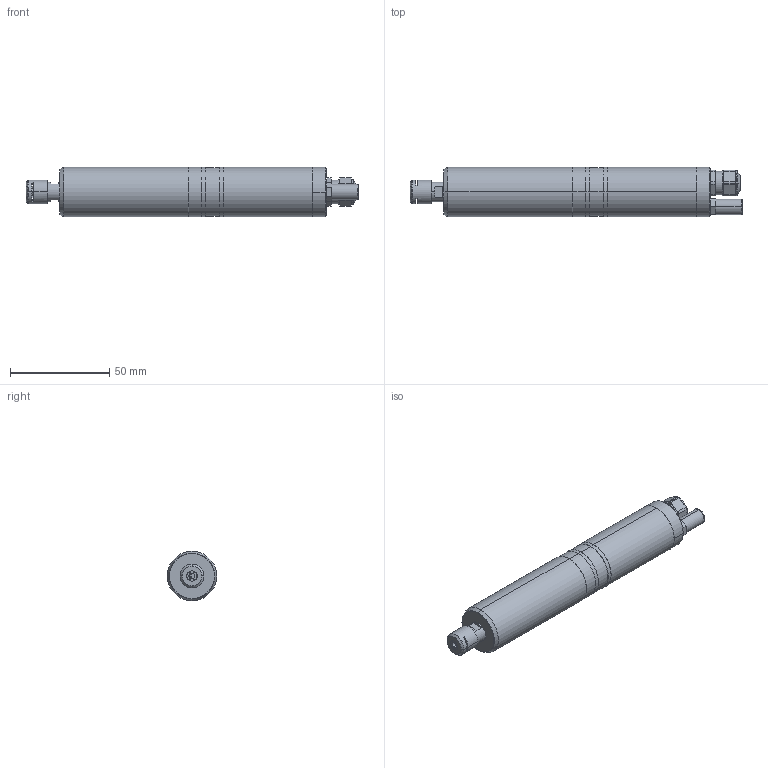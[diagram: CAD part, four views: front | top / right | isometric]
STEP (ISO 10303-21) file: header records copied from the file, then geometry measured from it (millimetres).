
FILE_DESCRIPTION (( 'STEP AP203' ), '1' );
FILE_NAME ('025S100E-01-.STEP', '2011-10-04T09:33:50', ( 'FM10CAD1' ), ( 'IBAG Switzerland AG' ), 'SwSTEP 2.0', 'SolidWorks 2010', '' );
FILE_SCHEMA (( 'CONFIG_CONTROL_DESIGN' ));
Length unit declared in the file: millimetre
Products named in the file (1): 025S100E-01-
Bounding box: 167.64 x 25 x 25 mm (x, y, z)
Surface area: 15899 mm2 (no closed solid volume)
Topology: 0 solids, 19 shells, 192 faces, 619 edges, 436 vertices
Faces by surface type: plane 83, cylinder 65, cone 30, torus 14
Entity records: 7006 total; most frequent: CARTESIAN_POINT 1379, DIRECTION 1260, ORIENTED_EDGE 978, EDGE_CURVE 615, AXIS2_PLACEMENT_3D 482, VERTEX_POINT 436, VECTOR 296, LINE 296
